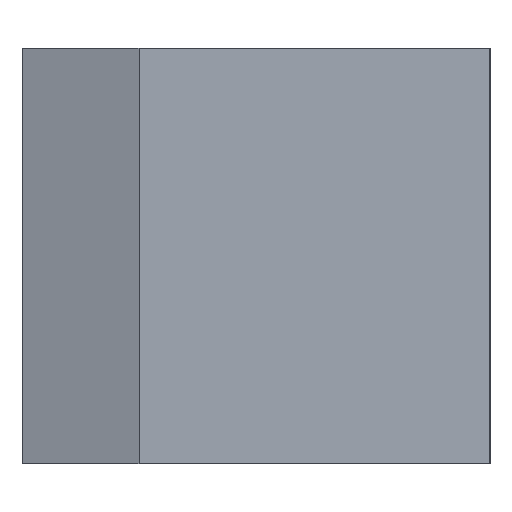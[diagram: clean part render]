
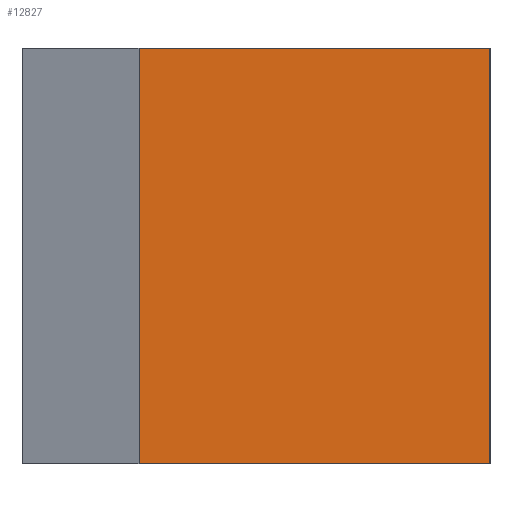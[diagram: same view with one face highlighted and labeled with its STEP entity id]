
A CAD part, left-side view. The second image highlights one B-rep face of the part: STEP entity #12827.
In plain terms, the highlighted planar face has unit normal (-1, 0, 0).
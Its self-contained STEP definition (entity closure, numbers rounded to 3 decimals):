
#24=ORIENTED_EDGE('',*,*,#3864,.T.);
#25=ORIENTED_EDGE('',*,*,#3865,.F.);
#26=ORIENTED_EDGE('',*,*,#3866,.F.);
#27=ORIENTED_EDGE('',*,*,#3861,.T.);
#3861=EDGE_CURVE('',#5782,#5781,#7061,.T.);
#3864=EDGE_CURVE('',#5781,#5784,#7064,.T.);
#3865=EDGE_CURVE('',#5785,#5784,#7065,.T.);
#3866=EDGE_CURVE('',#5782,#5785,#7066,.T.);
#5781=VERTEX_POINT('',#17333);
#5782=VERTEX_POINT('',#17335);
#5784=VERTEX_POINT('',#17341);
#5785=VERTEX_POINT('',#17343);
#7061=LINE('',#17334,#8981);
#7064=LINE('',#17340,#8984);
#7065=LINE('',#17342,#8985);
#7066=LINE('',#17344,#8986);
#8981=VECTOR('',#14128,1000.);
#8984=VECTOR('',#14133,1000.);
#8985=VECTOR('',#14134,1000.);
#8986=VECTOR('',#14135,1000.);
#10901=EDGE_LOOP('',(#24,#25,#26,#27));
#11543=FACE_BOUND('',#10901,.T.);
#12185=PLANE('',#13482);
#12827=ADVANCED_FACE('',(#11543),#12185,.F.);
#13482=AXIS2_PLACEMENT_3D('',#17339,#14131,#14132);
#14128=DIRECTION('',(0.,0.,-1.));
#14131=DIRECTION('',(1.,0.,0.));
#14132=DIRECTION('',(0.,0.,-1.));
#14133=DIRECTION('',(0.,-1.,0.));
#14134=DIRECTION('',(0.,0.,-1.));
#14135=DIRECTION('',(0.,-1.,0.));
#17333=CARTESIAN_POINT('',(0.,3.375,-2.));
#17334=CARTESIAN_POINT('',(0.,3.375,2.));
#17335=CARTESIAN_POINT('',(0.,3.375,2.));
#17339=CARTESIAN_POINT('',(0.,3.375,2.));
#17340=CARTESIAN_POINT('',(0.,3.375,-2.));
#17341=CARTESIAN_POINT('',(0.,0.,-2.));
#17342=CARTESIAN_POINT('',(0.,0.,2.));
#17343=CARTESIAN_POINT('',(0.,0.,2.));
#17344=CARTESIAN_POINT('',(0.,3.375,2.));
